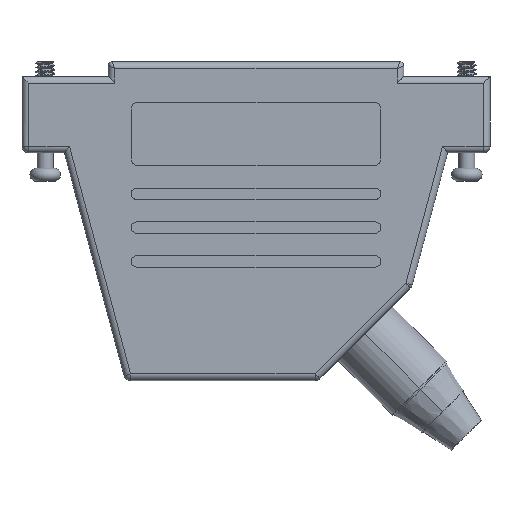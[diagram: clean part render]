
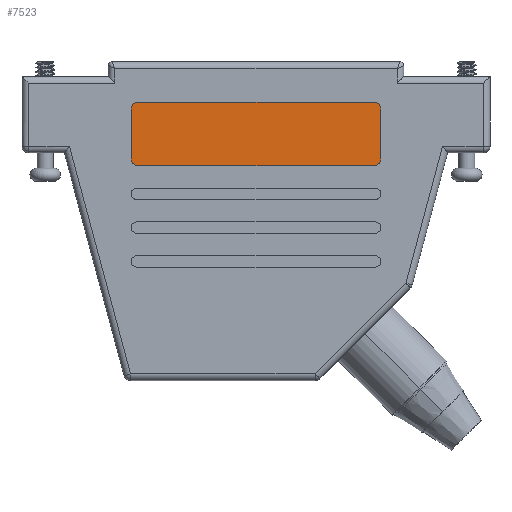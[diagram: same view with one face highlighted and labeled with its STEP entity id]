
A CAD part, front view. The second image highlights one B-rep face of the part: STEP entity #7523.
In plain terms, the highlighted planar face has unit normal (0, -1, 0).
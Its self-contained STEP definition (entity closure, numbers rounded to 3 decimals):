
#953 = CARTESIAN_POINT ( 'NONE',  ( 18.8, -7.25, -7.1 ) ) ;
#1065 = ORIENTED_EDGE ( 'NONE', *, *, #26370, .T. ) ;
#2215 = CARTESIAN_POINT ( 'NONE',  ( 17.8, -7.25, -15.6 ) ) ;
#2976 = DIRECTION ( 'NONE',  ( 0., 0., 1. ) ) ;
#3546 = ORIENTED_EDGE ( 'NONE', *, *, #24520, .T. ) ;
#5267 = DIRECTION ( 'NONE',  ( 1., 0., 0. ) ) ;
#5645 = ORIENTED_EDGE ( 'NONE', *, *, #33917, .T. ) ;
#5658 = LINE ( 'NONE', #25528, #9576 ) ;
#6552 = VECTOR ( 'NONE', #19566, 1000. ) ;
#7200 = CARTESIAN_POINT ( 'NONE',  ( -17.8, -7.25, -15.6 ) ) ;
#7294 = VECTOR ( 'NONE', #5267, 1000. ) ;
#7523 = ADVANCED_FACE ( 'NONE', ( #24018 ), #12733, .F. ) ;
#7929 = CARTESIAN_POINT ( 'NONE',  ( 17.8, -7.25, -6.1 ) ) ;
#8088 = DIRECTION ( 'NONE',  ( 0., -1., 0. ) ) ;
#8536 = EDGE_CURVE ( 'NONE', #21700, #21602, #27675, .T. ) ;
#9455 = EDGE_CURVE ( 'NONE', #21602, #18249, #31656, .T. ) ;
#9466 = AXIS2_PLACEMENT_3D ( 'NONE', #36802, #8088, #22234 ) ;
#9576 = VECTOR ( 'NONE', #16720, 1000. ) ;
#9952 = EDGE_LOOP ( 'NONE', ( #12866, #3546, #29048, #17727, #29015, #23870, #1065, #5645 ) ) ;
#12083 = CIRCLE ( 'NONE', #33473, 1. ) ;
#12733 = PLANE ( 'NONE',  #29653 ) ;
#12866 = ORIENTED_EDGE ( 'NONE', *, *, #26032, .T. ) ;
#13373 = DIRECTION ( 'NONE',  ( 0., -1., 0. ) ) ;
#14254 = CARTESIAN_POINT ( 'NONE',  ( -18.8, -7.25, -14.6 ) ) ;
#14291 = EDGE_CURVE ( 'NONE', #20346, #36258, #32685, .T. ) ;
#14321 = VERTEX_POINT ( 'NONE', #16102 ) ;
#15183 = CARTESIAN_POINT ( 'NONE',  ( 17.8, -7.25, -6.1 ) ) ;
#15967 = CARTESIAN_POINT ( 'NONE',  ( 17.8, -7.25, -7.1 ) ) ;
#16102 = CARTESIAN_POINT ( 'NONE',  ( 18.8, -7.25, -14.6 ) ) ;
#16720 = DIRECTION ( 'NONE',  ( 0., 0., -1. ) ) ;
#16833 = CARTESIAN_POINT ( 'NONE',  ( 17.8, -7.25, -15.6 ) ) ;
#17727 = ORIENTED_EDGE ( 'NONE', *, *, #26145, .T. ) ;
#18249 = VERTEX_POINT ( 'NONE', #16833 ) ;
#19566 = DIRECTION ( 'NONE',  ( -1., 0., 0. ) ) ;
#19923 = AXIS2_PLACEMENT_3D ( 'NONE', #15967, #36660, #27827 ) ;
#20346 = VERTEX_POINT ( 'NONE', #21767 ) ;
#20544 = CARTESIAN_POINT ( 'NONE',  ( 17.8, -7.25, -14.6 ) ) ;
#21346 = CARTESIAN_POINT ( 'NONE',  ( 18.8, -7.25, -7.1 ) ) ;
#21602 = VERTEX_POINT ( 'NONE', #7200 ) ;
#21700 = VERTEX_POINT ( 'NONE', #14254 ) ;
#21713 = DIRECTION ( 'NONE',  ( 0., 0., 1. ) ) ;
#21767 = CARTESIAN_POINT ( 'NONE',  ( -17.8, -7.25, -6.1 ) ) ;
#22234 = DIRECTION ( 'NONE',  ( 0., 0., 1. ) ) ;
#23870 = ORIENTED_EDGE ( 'NONE', *, *, #9455, .T. ) ;
#24018 = FACE_OUTER_BOUND ( 'NONE', #9952, .T. ) ;
#24520 = EDGE_CURVE ( 'NONE', #36957, #20346, #34148, .T. ) ;
#24949 = DIRECTION ( 'NONE',  ( 0., 0., 1. ) ) ;
#25108 = VECTOR ( 'NONE', #24949, 1000. ) ;
#25528 = CARTESIAN_POINT ( 'NONE',  ( -18.8, -7.25, -7.1 ) ) ;
#26032 = EDGE_CURVE ( 'NONE', #36076, #36957, #32792, .T. ) ;
#26145 = EDGE_CURVE ( 'NONE', #36258, #21700, #5658, .T. ) ;
#26370 = EDGE_CURVE ( 'NONE', #18249, #14321, #12083, .T. ) ;
#27675 = CIRCLE ( 'NONE', #33223, 1. ) ;
#27827 = DIRECTION ( 'NONE',  ( 0., 0., 1. ) ) ;
#28832 = CARTESIAN_POINT ( 'NONE',  ( -18.8, -7.25, -7.1 ) ) ;
#29015 = ORIENTED_EDGE ( 'NONE', *, *, #8536, .T. ) ;
#29048 = ORIENTED_EDGE ( 'NONE', *, *, #14291, .T. ) ;
#29653 = AXIS2_PLACEMENT_3D ( 'NONE', #36275, #30338, #21713 ) ;
#30338 = DIRECTION ( 'NONE',  ( 0., 1., 0. ) ) ;
#31656 = LINE ( 'NONE', #2215, #7294 ) ;
#32612 = DIRECTION ( 'NONE',  ( 0., -1., 0. ) ) ;
#32685 = CIRCLE ( 'NONE', #9466, 1. ) ;
#32792 = CIRCLE ( 'NONE', #19923, 1. ) ;
#33223 = AXIS2_PLACEMENT_3D ( 'NONE', #36353, #13373, #36545 ) ;
#33473 = AXIS2_PLACEMENT_3D ( 'NONE', #20544, #32612, #2976 ) ;
#33917 = EDGE_CURVE ( 'NONE', #14321, #36076, #35725, .T. ) ;
#34148 = LINE ( 'NONE', #7929, #6552 ) ;
#35725 = LINE ( 'NONE', #21346, #25108 ) ;
#36076 = VERTEX_POINT ( 'NONE', #953 ) ;
#36258 = VERTEX_POINT ( 'NONE', #28832 ) ;
#36275 = CARTESIAN_POINT ( 'NONE',  ( 17.8, -7.25, -7.1 ) ) ;
#36353 = CARTESIAN_POINT ( 'NONE',  ( -17.8, -7.25, -14.6 ) ) ;
#36545 = DIRECTION ( 'NONE',  ( 0., 0., 1. ) ) ;
#36660 = DIRECTION ( 'NONE',  ( 0., -1., 0. ) ) ;
#36802 = CARTESIAN_POINT ( 'NONE',  ( -17.8, -7.25, -7.1 ) ) ;
#36957 = VERTEX_POINT ( 'NONE', #15183 ) ;
